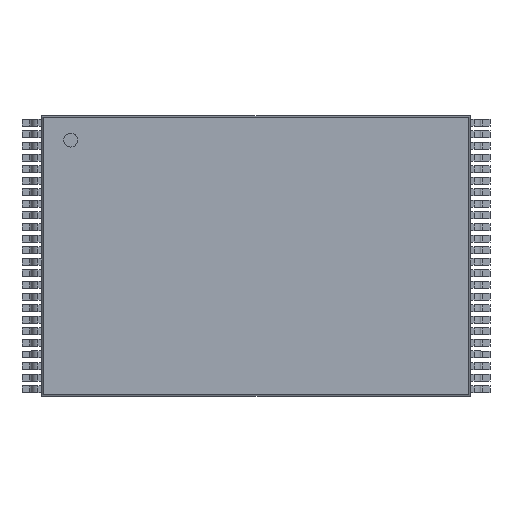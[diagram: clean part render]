
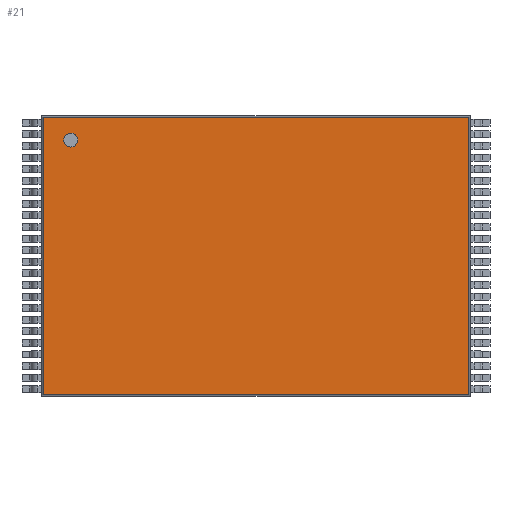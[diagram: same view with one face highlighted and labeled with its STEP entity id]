
A CAD part, top view. The second image highlights one B-rep face of the part: STEP entity #21.
In plain terms, the highlighted planar face has unit normal (0, 0, 1).
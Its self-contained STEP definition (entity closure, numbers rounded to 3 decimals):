
#21 = ADVANCED_FACE ( 'NONE', ( #1624, #638 ), #2278, .T. ) ;
#155 = ORIENTED_EDGE ( 'NONE', *, *, #373, .F. ) ;
#178 = EDGE_CURVE ( 'NONE', #1784, #1331, #2429, .T. ) ;
#239 = CARTESIAN_POINT ( 'NONE',  ( 9.18, 5.98, 1.2 ) ) ;
#260 = VECTOR ( 'NONE', #814, 1000. ) ;
#267 = ORIENTED_EDGE ( 'NONE', *, *, #1274, .F. ) ;
#368 = DIRECTION ( 'NONE',  ( 0., 1., 0. ) ) ;
#373 = EDGE_CURVE ( 'NONE', #2049, #1784, #1572, .T. ) ;
#388 = LINE ( 'NONE', #555, #2406 ) ;
#391 = DIRECTION ( 'NONE',  ( -1., 0., 0. ) ) ;
#454 = CARTESIAN_POINT ( 'NONE',  ( 9.18, -8.47, 1.2 ) ) ;
#455 = VERTEX_POINT ( 'NONE', #1219 ) ;
#466 = CARTESIAN_POINT ( 'NONE',  ( -9.18, 5.98, 1.2 ) ) ;
#494 = DIRECTION ( 'NONE',  ( 0., 0., 1. ) ) ;
#498 = DIRECTION ( 'NONE',  ( 0., 0., -1. ) ) ;
#509 = EDGE_LOOP ( 'NONE', ( #538, #1715 ) ) ;
#534 = VERTEX_POINT ( 'NONE', #466 ) ;
#538 = ORIENTED_EDGE ( 'NONE', *, *, #977, .T. ) ;
#555 = CARTESIAN_POINT ( 'NONE',  ( -9.18, 8.47, 1.2 ) ) ;
#584 = AXIS2_PLACEMENT_3D ( 'NONE', #1660, #498, #1851 ) ;
#638 = FACE_OUTER_BOUND ( 'NONE', #1186, .T. ) ;
#744 = VERTEX_POINT ( 'NONE', #858 ) ;
#750 = EDGE_CURVE ( 'NONE', #534, #2049, #782, .T. ) ;
#782 = LINE ( 'NONE', #838, #260 ) ;
#783 = CIRCLE ( 'NONE', #1071, 0.3 ) ;
#790 = AXIS2_PLACEMENT_3D ( 'NONE', #1227, #494, #879 ) ;
#814 = DIRECTION ( 'NONE',  ( 1., 0., 0. ) ) ;
#838 = CARTESIAN_POINT ( 'NONE',  ( 12.95, 5.98, 1.2 ) ) ;
#858 = CARTESIAN_POINT ( 'NONE',  ( -7.7, 5., 1.2 ) ) ;
#879 = DIRECTION ( 'NONE',  ( 1., 0., 0. ) ) ;
#956 = CARTESIAN_POINT ( 'NONE',  ( -12.95, -5.98, 1.2 ) ) ;
#977 = EDGE_CURVE ( 'NONE', #744, #455, #2446, .T. ) ;
#1028 = CARTESIAN_POINT ( 'NONE',  ( 9.18, -5.98, 1.2 ) ) ;
#1063 = VECTOR ( 'NONE', #1899, 1000. ) ;
#1071 = AXIS2_PLACEMENT_3D ( 'NONE', #2267, #1094, #2473 ) ;
#1094 = DIRECTION ( 'NONE',  ( 0., 0., -1. ) ) ;
#1145 = EDGE_CURVE ( 'NONE', #455, #744, #783, .T. ) ;
#1186 = EDGE_LOOP ( 'NONE', ( #1902, #155, #2493, #267 ) ) ;
#1219 = CARTESIAN_POINT ( 'NONE',  ( -8.3, 5., 1.2 ) ) ;
#1227 = CARTESIAN_POINT ( 'NONE',  ( 0., 0., 1.2 ) ) ;
#1274 = EDGE_CURVE ( 'NONE', #1331, #534, #388, .T. ) ;
#1323 = VECTOR ( 'NONE', #391, 1000. ) ;
#1331 = VERTEX_POINT ( 'NONE', #1535 ) ;
#1535 = CARTESIAN_POINT ( 'NONE',  ( -9.18, -5.98, 1.2 ) ) ;
#1572 = LINE ( 'NONE', #454, #1063 ) ;
#1624 = FACE_BOUND ( 'NONE', #509, .T. ) ;
#1660 = CARTESIAN_POINT ( 'NONE',  ( -8., 5., 1.2 ) ) ;
#1715 = ORIENTED_EDGE ( 'NONE', *, *, #1145, .T. ) ;
#1784 = VERTEX_POINT ( 'NONE', #1028 ) ;
#1851 = DIRECTION ( 'NONE',  ( 1., 0., 0. ) ) ;
#1899 = DIRECTION ( 'NONE',  ( 0., -1., 0. ) ) ;
#1902 = ORIENTED_EDGE ( 'NONE', *, *, #178, .F. ) ;
#2049 = VERTEX_POINT ( 'NONE', #239 ) ;
#2267 = CARTESIAN_POINT ( 'NONE',  ( -8., 5., 1.2 ) ) ;
#2278 = PLANE ( 'NONE',  #790 ) ;
#2406 = VECTOR ( 'NONE', #368, 1000. ) ;
#2429 = LINE ( 'NONE', #956, #1323 ) ;
#2446 = CIRCLE ( 'NONE', #584, 0.3 ) ;
#2473 = DIRECTION ( 'NONE',  ( 1., 0., 0. ) ) ;
#2493 = ORIENTED_EDGE ( 'NONE', *, *, #750, .F. ) ;
